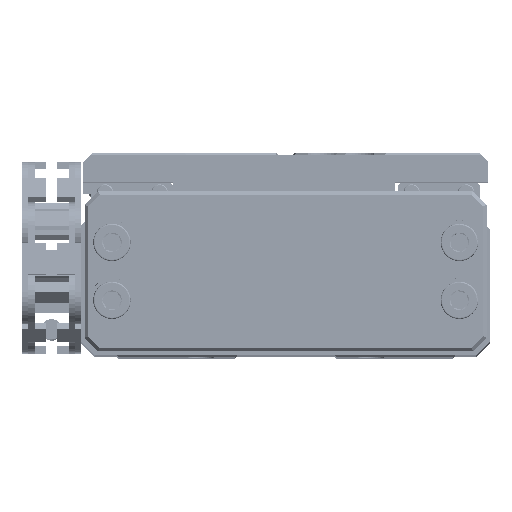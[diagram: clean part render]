
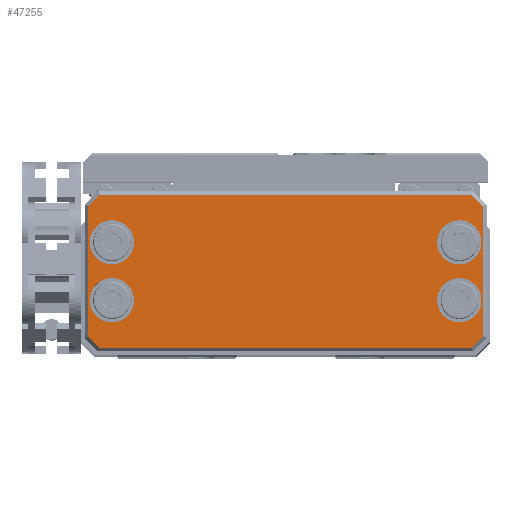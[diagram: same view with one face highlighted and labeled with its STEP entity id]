
A CAD part, top view. The second image highlights one B-rep face of the part: STEP entity #47255.
In plain terms, the highlighted planar face has unit normal (0, 0, 1).
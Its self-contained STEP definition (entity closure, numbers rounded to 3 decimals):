
#146 = CARTESIAN_POINT ( 'NONE',  ( 0.75, -16., 11. ) ) ;
#657 = DIRECTION ( 'NONE',  ( -0.707, -0.707, 0. ) ) ;
#663 = AXIS2_PLACEMENT_3D ( 'NONE', #42399, #21808, #6936 ) ;
#806 = ORIENTED_EDGE ( 'NONE', *, *, #14503, .F. ) ;
#1088 = DIRECTION ( 'NONE',  ( 0., 0., 1. ) ) ;
#1156 = CARTESIAN_POINT ( 'NONE',  ( 2.207, -23., 11. ) ) ;
#1467 = VERTEX_POINT ( 'NONE', #9610 ) ;
#1471 = ORIENTED_EDGE ( 'NONE', *, *, #17048, .T. ) ;
#2475 = VECTOR ( 'NONE', #51140, 1000. ) ;
#2589 = ORIENTED_EDGE ( 'NONE', *, *, #4237, .T. ) ;
#3064 = AXIS2_PLACEMENT_3D ( 'NONE', #51456, #9702, #49612 ) ;
#3296 = DIRECTION ( 'NONE',  ( 0., 0., 1. ) ) ;
#3454 = VECTOR ( 'NONE', #30317, 1000. ) ;
#3841 = ORIENTED_EDGE ( 'NONE', *, *, #11855, .F. ) ;
#4237 = EDGE_CURVE ( 'NONE', #29789, #17144, #32532, .T. ) ;
#4241 = DIRECTION ( 'NONE',  ( 0., 0., 1. ) ) ;
#4649 = VERTEX_POINT ( 'NONE', #5103 ) ;
#4867 = CARTESIAN_POINT ( 'NONE',  ( 58.25, -7.5, 11. ) ) ;
#4938 = PLANE ( 'NONE',  #39473 ) ;
#5103 = CARTESIAN_POINT ( 'NONE',  ( 51.75, -7.5, 11. ) ) ;
#5182 = VECTOR ( 'NONE', #29477, 1000. ) ;
#5436 = VECTOR ( 'NONE', #657, 1000. ) ;
#5847 = DIRECTION ( 'NONE',  ( 1., 0., 0. ) ) ;
#6864 = LINE ( 'NONE', #18828, #3454 ) ;
#6936 = DIRECTION ( 'NONE',  ( 1., 0., 0. ) ) ;
#7468 = EDGE_CURVE ( 'NONE', #9036, #1467, #9256, .T. ) ;
#7965 = CARTESIAN_POINT ( 'NONE',  ( 55., -7.5, 11. ) ) ;
#8019 = LINE ( 'NONE', #36162, #24019 ) ;
#8089 = AXIS2_PLACEMENT_3D ( 'NONE', #31075, #4241, #47002 ) ;
#8846 = FACE_BOUND ( 'NONE', #47857, .T. ) ;
#9036 = VERTEX_POINT ( 'NONE', #1156 ) ;
#9256 = LINE ( 'NONE', #30592, #30601 ) ;
#9610 = CARTESIAN_POINT ( 'NONE',  ( 56.793, -23., 11. ) ) ;
#9702 = DIRECTION ( 'NONE',  ( 0., 0., 1. ) ) ;
#9763 = DIRECTION ( 'NONE',  ( 0., 0., 1. ) ) ;
#10022 = AXIS2_PLACEMENT_3D ( 'NONE', #16133, #17136, #32006 ) ;
#10046 = VERTEX_POINT ( 'NONE', #48896 ) ;
#10644 = CIRCLE ( 'NONE', #663, 3.25 ) ;
#11253 = LINE ( 'NONE', #39899, #2475 ) ;
#11268 = VERTEX_POINT ( 'NONE', #4867 ) ;
#11855 = EDGE_CURVE ( 'NONE', #35127, #16188, #38053, .T. ) ;
#11861 = CARTESIAN_POINT ( 'NONE',  ( 0.75, -7.5, 11. ) ) ;
#12756 = CARTESIAN_POINT ( 'NONE',  ( 39.896, 16.396, 11. ) ) ;
#13606 = CARTESIAN_POINT ( 'NONE',  ( 58.5, -2., 11. ) ) ;
#13625 = ORIENTED_EDGE ( 'NONE', *, *, #13991, .T. ) ;
#13991 = EDGE_CURVE ( 'NONE', #17144, #43331, #11253, .T. ) ;
#14122 = AXIS2_PLACEMENT_3D ( 'NONE', #40419, #1088, #25044 ) ;
#14368 = CARTESIAN_POINT ( 'NONE',  ( 0.5, -2.207, 11. ) ) ;
#14410 = CARTESIAN_POINT ( 'NONE',  ( 58.25, -16., 11. ) ) ;
#14503 = EDGE_CURVE ( 'NONE', #46953, #10046, #32481, .T. ) ;
#15523 = CIRCLE ( 'NONE', #3064, 3.25 ) ;
#15912 = VECTOR ( 'NONE', #33296, 1000. ) ;
#16133 = CARTESIAN_POINT ( 'NONE',  ( 4., -7.5, 11. ) ) ;
#16188 = VERTEX_POINT ( 'NONE', #45253 ) ;
#16773 = EDGE_LOOP ( 'NONE', ( #34051, #806 ) ) ;
#17048 = EDGE_CURVE ( 'NONE', #45439, #29789, #49316, .T. ) ;
#17136 = DIRECTION ( 'NONE',  ( 0., 0., 1. ) ) ;
#17144 = VERTEX_POINT ( 'NONE', #23180 ) ;
#17616 = CARTESIAN_POINT ( 'NONE',  ( 0.5, -21.293, 11. ) ) ;
#17820 = CARTESIAN_POINT ( 'NONE',  ( 55., -7.5, 11. ) ) ;
#18555 = ORIENTED_EDGE ( 'NONE', *, *, #36943, .T. ) ;
#18828 = CARTESIAN_POINT ( 'NONE',  ( 28.146, -51.646, 11. ) ) ;
#19233 = LINE ( 'NONE', #31460, #21323 ) ;
#20369 = ORIENTED_EDGE ( 'NONE', *, *, #29229, .T. ) ;
#20469 = EDGE_CURVE ( 'NONE', #16188, #35127, #15523, .T. ) ;
#20557 = ORIENTED_EDGE ( 'NONE', *, *, #7468, .T. ) ;
#21219 = CIRCLE ( 'NONE', #27049, 3.25 ) ;
#21323 = VECTOR ( 'NONE', #24172, 1000. ) ;
#21808 = DIRECTION ( 'NONE',  ( 0., 0., 1. ) ) ;
#22678 = EDGE_CURVE ( 'NONE', #36796, #32483, #49073, .T. ) ;
#23180 = CARTESIAN_POINT ( 'NONE',  ( 56.793, -0.5, 11. ) ) ;
#23832 = LINE ( 'NONE', #40509, #5436 ) ;
#24019 = VECTOR ( 'NONE', #47662, 1000. ) ;
#24172 = DIRECTION ( 'NONE',  ( 0.707, -0.707, 0. ) ) ;
#24753 = FACE_OUTER_BOUND ( 'NONE', #50943, .T. ) ;
#25044 = DIRECTION ( 'NONE',  ( 1., 0., 0. ) ) ;
#26639 = ORIENTED_EDGE ( 'NONE', *, *, #39249, .F. ) ;
#26680 = ORIENTED_EDGE ( 'NONE', *, *, #39539, .F. ) ;
#27049 = AXIS2_PLACEMENT_3D ( 'NONE', #7965, #3296, #28031 ) ;
#28031 = DIRECTION ( 'NONE',  ( 1., 0., 0. ) ) ;
#28145 = DIRECTION ( 'NONE',  ( 1., 0., 0. ) ) ;
#28403 = FACE_BOUND ( 'NONE', #16773, .T. ) ;
#28775 = CARTESIAN_POINT ( 'NONE',  ( 58.5, -21.293, 11. ) ) ;
#29229 = EDGE_CURVE ( 'NONE', #43331, #36271, #23832, .T. ) ;
#29277 = EDGE_LOOP ( 'NONE', ( #26680, #42404 ) ) ;
#29477 = DIRECTION ( 'NONE',  ( 0., 1., 0. ) ) ;
#29789 = VERTEX_POINT ( 'NONE', #38564 ) ;
#30091 = DIRECTION ( 'NONE',  ( 1., 0., 0. ) ) ;
#30317 = DIRECTION ( 'NONE',  ( 0.707, 0.707, 0. ) ) ;
#30592 = CARTESIAN_POINT ( 'NONE',  ( 57., -23., 11. ) ) ;
#30601 = VECTOR ( 'NONE', #30091, 1000. ) ;
#30711 = VERTEX_POINT ( 'NONE', #17616 ) ;
#31075 = CARTESIAN_POINT ( 'NONE',  ( 55., -16., 11. ) ) ;
#31460 = CARTESIAN_POINT ( 'NONE',  ( 1.354, -22.146, 11. ) ) ;
#31929 = DIRECTION ( 'NONE',  ( 0., 0., 1. ) ) ;
#32006 = DIRECTION ( 'NONE',  ( 1., 0., 0. ) ) ;
#32481 = CIRCLE ( 'NONE', #10022, 3.25 ) ;
#32483 = VERTEX_POINT ( 'NONE', #43102 ) ;
#32532 = LINE ( 'NONE', #12756, #15912 ) ;
#33296 = DIRECTION ( 'NONE',  ( -0.707, 0.707, 0. ) ) ;
#33803 = ORIENTED_EDGE ( 'NONE', *, *, #22678, .F. ) ;
#34051 = ORIENTED_EDGE ( 'NONE', *, *, #50281, .F. ) ;
#35007 = EDGE_LOOP ( 'NONE', ( #3841, #37637 ) ) ;
#35127 = VERTEX_POINT ( 'NONE', #14410 ) ;
#35841 = CARTESIAN_POINT ( 'NONE',  ( 4., -7.5, 11. ) ) ;
#35893 = ORIENTED_EDGE ( 'NONE', *, *, #39979, .T. ) ;
#36162 = CARTESIAN_POINT ( 'NONE',  ( 0.5, -21.5, 11. ) ) ;
#36199 = ORIENTED_EDGE ( 'NONE', *, *, #51424, .T. ) ;
#36271 = VERTEX_POINT ( 'NONE', #14368 ) ;
#36314 = CARTESIAN_POINT ( 'NONE',  ( 2.207, -0.5, 11. ) ) ;
#36733 = CARTESIAN_POINT ( 'NONE',  ( 0., -23.5, 11. ) ) ;
#36796 = VERTEX_POINT ( 'NONE', #146 ) ;
#36943 = EDGE_CURVE ( 'NONE', #1467, #45439, #6864, .T. ) ;
#37637 = ORIENTED_EDGE ( 'NONE', *, *, #20469, .F. ) ;
#38053 = CIRCLE ( 'NONE', #8089, 3.25 ) ;
#38564 = CARTESIAN_POINT ( 'NONE',  ( 58.5, -2.207, 11. ) ) ;
#39249 = EDGE_CURVE ( 'NONE', #32483, #36796, #10644, .T. ) ;
#39473 = AXIS2_PLACEMENT_3D ( 'NONE', #36733, #44325, #28145 ) ;
#39539 = EDGE_CURVE ( 'NONE', #11268, #4649, #47314, .T. ) ;
#39899 = CARTESIAN_POINT ( 'NONE',  ( 2., -0.5, 11. ) ) ;
#39979 = EDGE_CURVE ( 'NONE', #36271, #30711, #8019, .T. ) ;
#40419 = CARTESIAN_POINT ( 'NONE',  ( 4., -16., 11. ) ) ;
#40509 = CARTESIAN_POINT ( 'NONE',  ( -10.396, -13.104, 11. ) ) ;
#40650 = AXIS2_PLACEMENT_3D ( 'NONE', #17820, #9763, #5847 ) ;
#40657 = FACE_BOUND ( 'NONE', #29277, .T. ) ;
#42399 = CARTESIAN_POINT ( 'NONE',  ( 4., -16., 11. ) ) ;
#42404 = ORIENTED_EDGE ( 'NONE', *, *, #50235, .F. ) ;
#43102 = CARTESIAN_POINT ( 'NONE',  ( 7.25, -16., 11. ) ) ;
#43331 = VERTEX_POINT ( 'NONE', #36314 ) ;
#44325 = DIRECTION ( 'NONE',  ( 0., 0., 1. ) ) ;
#45253 = CARTESIAN_POINT ( 'NONE',  ( 51.75, -16., 11. ) ) ;
#45439 = VERTEX_POINT ( 'NONE', #28775 ) ;
#46953 = VERTEX_POINT ( 'NONE', #11861 ) ;
#47002 = DIRECTION ( 'NONE',  ( 1., 0., 0. ) ) ;
#47006 = CIRCLE ( 'NONE', #49518, 3.25 ) ;
#47255 = ADVANCED_FACE ( 'NONE', ( #24753, #28403, #8846, #48755, #40657 ), #4938, .T. ) ;
#47314 = CIRCLE ( 'NONE', #40650, 3.25 ) ;
#47662 = DIRECTION ( 'NONE',  ( 0., -1., 0. ) ) ;
#47855 = DIRECTION ( 'NONE',  ( 1., 0., 0. ) ) ;
#47857 = EDGE_LOOP ( 'NONE', ( #26639, #33803 ) ) ;
#48755 = FACE_BOUND ( 'NONE', #35007, .T. ) ;
#48896 = CARTESIAN_POINT ( 'NONE',  ( 7.25, -7.5, 11. ) ) ;
#49073 = CIRCLE ( 'NONE', #14122, 3.25 ) ;
#49316 = LINE ( 'NONE', #13606, #5182 ) ;
#49518 = AXIS2_PLACEMENT_3D ( 'NONE', #35841, #31929, #47855 ) ;
#49612 = DIRECTION ( 'NONE',  ( 1., 0., 0. ) ) ;
#50235 = EDGE_CURVE ( 'NONE', #4649, #11268, #21219, .T. ) ;
#50281 = EDGE_CURVE ( 'NONE', #10046, #46953, #47006, .T. ) ;
#50943 = EDGE_LOOP ( 'NONE', ( #1471, #2589, #13625, #20369, #35893, #36199, #20557, #18555 ) ) ;
#51140 = DIRECTION ( 'NONE',  ( -1., 0., 0. ) ) ;
#51424 = EDGE_CURVE ( 'NONE', #30711, #9036, #19233, .T. ) ;
#51456 = CARTESIAN_POINT ( 'NONE',  ( 55., -16., 11. ) ) ;
